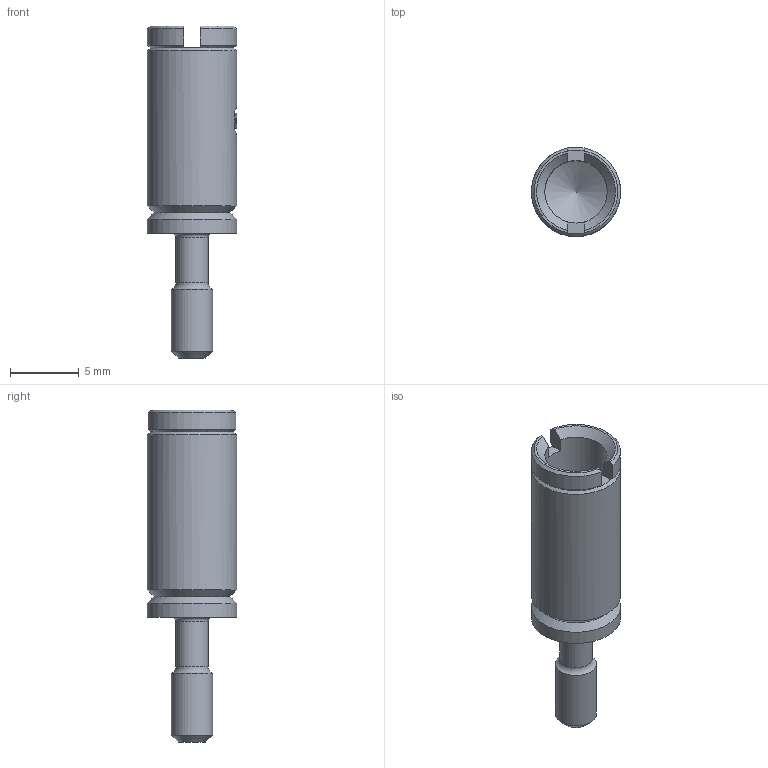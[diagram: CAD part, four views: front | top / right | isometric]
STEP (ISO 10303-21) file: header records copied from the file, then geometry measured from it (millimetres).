
FILE_DESCRIPTION(/* description */ (''),/* implementation_level */ '2;1');
FILE_NAME(/* name */ '100095437ugm000_c.stp',/* time_stamp */ '2019-08-23T10:05:26+02:00',/* author */ (''),/* organization */ (''),/* preprocessor_version */ 'ST-DEVELOPER v16.7',/* originating_system */ 'SIEMENS PLM Software NX 12.0',/* authorisation */ '');
FILE_SCHEMA (('AUTOMOTIVE_DESIGN { 1 0 10303 214 3 1 1 1 }'));
Length unit declared in the file: millimetre
Products named in the file (1): 100095437ugm000_c
Bounding box: 6.5 x 6.5 x 24.2 mm (x, y, z)
Volume: 509.5 mm3; surface area: 1262.5 mm2
Topology: 2 solids, 2 shells, 161 faces, 587 edges, 615 vertices
Faces by surface type: plane 94, cylinder 39, cone 22, torus 4, extrusion 2
Full cylindrical faces by diameter (mm): 0.228 x1, 0.269 x1, 1.95 x1, 2.35 x1, 2.6 x1, 3 x1, 4.55 x1, 4.95 x1, 6.1 x2, 6.5 x2
Entity records: 7683 total; most frequent: CARTESIAN_POINT 1800, DIRECTION 977, ORIENTED_EDGE 744, EDGE_CURVE 372, AXIS2_PLACEMENT_3D 326, VECTOR 325, LINE 323, PRESENTATION_STYLE_ASSIGNMENT 275
